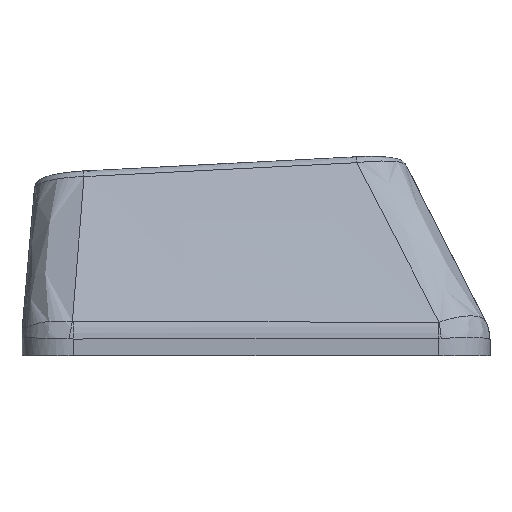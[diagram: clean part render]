
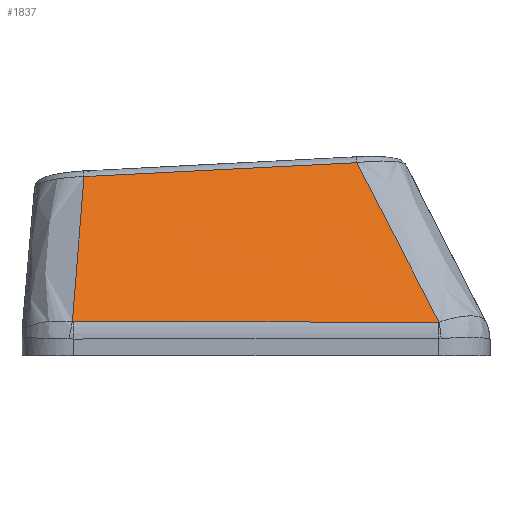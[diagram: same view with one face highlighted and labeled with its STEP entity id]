
A CAD part, left-side view. The second image highlights one B-rep face of the part: STEP entity #1837.
In plain terms, the highlighted free-form (B-spline) face has degree [3, 3] with [4, 4] control points.
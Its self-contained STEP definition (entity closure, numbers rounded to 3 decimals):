
#109=B_SPLINE_SURFACE_WITH_KNOTS('',3,3,((#4194,#4195,#4196,#4197),(#4198,
#4199,#4200,#4201),(#4202,#4203,#4204,#4205),(#4206,#4207,#4208,#4209)),
 .UNSPECIFIED.,.F.,.F.,.F.,(4,4),(4,4),(0.107,0.899),
(0.04,0.956),.UNSPECIFIED.);
#186=FACE_OUTER_BOUND('',#280,.T.);
#280=EDGE_LOOP('',(#1541,#1542,#1543,#1544,#1545,#1546));
#572=B_SPLINE_CURVE_WITH_KNOTS('',3,(#3614,#3615,#3616,#3617),
 .UNSPECIFIED.,.F.,.F.,(4,4),(0.,0.003),
 .UNSPECIFIED.);
#573=B_SPLINE_CURVE_WITH_KNOTS('',3,(#3635,#3636,#3637,#3638),
 .UNSPECIFIED.,.F.,.F.,(4,4),(-1.416,0.),.UNSPECIFIED.);
#576=B_SPLINE_CURVE_WITH_KNOTS('',3,(#3668,#3669,#3670,#3671),
 .UNSPECIFIED.,.F.,.F.,(4,4),(0.,0.004),.UNSPECIFIED.);
#587=B_SPLINE_CURVE_WITH_KNOTS('',3,(#3899,#3900,#3901,#3902),
 .UNSPECIFIED.,.F.,.F.,(4,4),(0.033,0.785),
 .UNSPECIFIED.);
#595=B_SPLINE_CURVE_WITH_KNOTS('',3,(#4134,#4135,#4136,#4137),
 .UNSPECIFIED.,.F.,.F.,(4,4),(0.,1.059),.UNSPECIFIED.);
#598=B_SPLINE_CURVE_WITH_KNOTS('',3,(#4210,#4211,#4212,#4213),
 .UNSPECIFIED.,.F.,.F.,(4,4),(-0.661,-0.029),
 .UNSPECIFIED.);
#782=VERTEX_POINT('',#3576);
#784=VERTEX_POINT('',#3607);
#786=VERTEX_POINT('',#3634);
#788=VERTEX_POINT('',#3661);
#804=VERTEX_POINT('',#3892);
#809=VERTEX_POINT('',#4132);
#1023=EDGE_CURVE('',#782,#784,#572,.T.);
#1024=EDGE_CURVE('',#784,#786,#573,.T.);
#1029=EDGE_CURVE('',#786,#788,#576,.T.);
#1055=EDGE_CURVE('',#804,#782,#587,.T.);
#1070=EDGE_CURVE('',#809,#804,#595,.T.);
#1074=EDGE_CURVE('',#788,#809,#598,.T.);
#1541=ORIENTED_EDGE('',*,*,#1023,.F.);
#1542=ORIENTED_EDGE('',*,*,#1055,.F.);
#1543=ORIENTED_EDGE('',*,*,#1070,.F.);
#1544=ORIENTED_EDGE('',*,*,#1074,.F.);
#1545=ORIENTED_EDGE('',*,*,#1029,.F.);
#1546=ORIENTED_EDGE('',*,*,#1024,.F.);
#1837=ADVANCED_FACE('',(#186),#109,.F.);
#3576=CARTESIAN_POINT('',(-13.706,-7.107,0.299));
#3607=CARTESIAN_POINT('',(-13.706,-7.079,0.298));
#3614=CARTESIAN_POINT('Ctrl Pts',(-13.706,-7.107,0.299));
#3615=CARTESIAN_POINT('Ctrl Pts',(-13.706,-7.098,0.298));
#3616=CARTESIAN_POINT('Ctrl Pts',(-13.706,-7.088,0.298));
#3617=CARTESIAN_POINT('Ctrl Pts',(-13.706,-7.079,0.298));
#3634=CARTESIAN_POINT('',(-13.683,7.082,0.318));
#3635=CARTESIAN_POINT('Ctrl Pts',(-13.706,-7.079,0.298));
#3636=CARTESIAN_POINT('Ctrl Pts',(-13.699,-2.359,0.304));
#3637=CARTESIAN_POINT('Ctrl Pts',(-13.692,2.361,0.311));
#3638=CARTESIAN_POINT('Ctrl Pts',(-13.683,7.082,0.318));
#3661=CARTESIAN_POINT('',(-13.681,7.125,0.322));
#3668=CARTESIAN_POINT('Ctrl Pts',(-13.683,7.082,0.318));
#3669=CARTESIAN_POINT('Ctrl Pts',(-13.683,7.096,0.318));
#3670=CARTESIAN_POINT('Ctrl Pts',(-13.683,7.111,0.319));
#3671=CARTESIAN_POINT('Ctrl Pts',(-13.681,7.125,0.322));
#3892=CARTESIAN_POINT('',(-10.856,-3.904,6.486));
#3899=CARTESIAN_POINT('Ctrl Pts',(-10.856,-3.904,6.486));
#3900=CARTESIAN_POINT('Ctrl Pts',(-11.809,-4.974,4.426));
#3901=CARTESIAN_POINT('Ctrl Pts',(-12.758,-6.041,2.363));
#3902=CARTESIAN_POINT('Ctrl Pts',(-13.706,-7.107,0.299));
#4132=CARTESIAN_POINT('',(-10.862,6.675,5.948));
#4134=CARTESIAN_POINT('Ctrl Pts',(-10.862,6.675,5.948));
#4135=CARTESIAN_POINT('Ctrl Pts',(-10.86,3.149,6.127));
#4136=CARTESIAN_POINT('Ctrl Pts',(-10.858,-0.378,
6.306));
#4137=CARTESIAN_POINT('Ctrl Pts',(-10.856,-3.904,6.486));
#4194=CARTESIAN_POINT('Ctrl Pts',(-10.856,7.033,5.942));
#4195=CARTESIAN_POINT('Ctrl Pts',(-11.806,7.064,4.052));
#4196=CARTESIAN_POINT('Ctrl Pts',(-12.756,7.095,2.162));
#4197=CARTESIAN_POINT('Ctrl Pts',(-13.706,7.126,0.272));
#4198=CARTESIAN_POINT('Ctrl Pts',(-10.856,3.262,6.13));
#4199=CARTESIAN_POINT('Ctrl Pts',(-11.806,2.969,4.18));
#4200=CARTESIAN_POINT('Ctrl Pts',(-12.756,2.675,2.23));
#4201=CARTESIAN_POINT('Ctrl Pts',(-13.706,2.382,0.28));
#4202=CARTESIAN_POINT('Ctrl Pts',(-10.856,-0.508,
6.317));
#4203=CARTESIAN_POINT('Ctrl Pts',(-11.806,-1.127,4.308));
#4204=CARTESIAN_POINT('Ctrl Pts',(-12.756,-1.745,2.298));
#4205=CARTESIAN_POINT('Ctrl Pts',(-13.706,-2.363,0.289));
#4206=CARTESIAN_POINT('Ctrl Pts',(-10.856,-4.279,6.505));
#4207=CARTESIAN_POINT('Ctrl Pts',(-11.806,-5.222,4.436));
#4208=CARTESIAN_POINT('Ctrl Pts',(-12.756,-6.164,2.367));
#4209=CARTESIAN_POINT('Ctrl Pts',(-13.706,-7.107,0.298));
#4210=CARTESIAN_POINT('Ctrl Pts',(-13.681,7.125,0.322));
#4211=CARTESIAN_POINT('Ctrl Pts',(-12.739,6.973,2.196));
#4212=CARTESIAN_POINT('Ctrl Pts',(-11.799,6.822,4.072));
#4213=CARTESIAN_POINT('Ctrl Pts',(-10.862,6.675,5.948));
